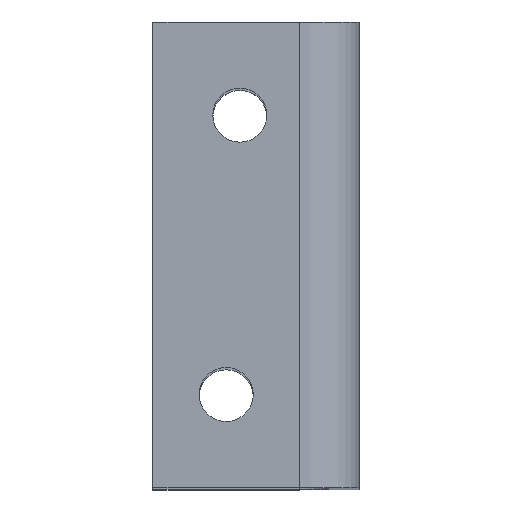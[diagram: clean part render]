
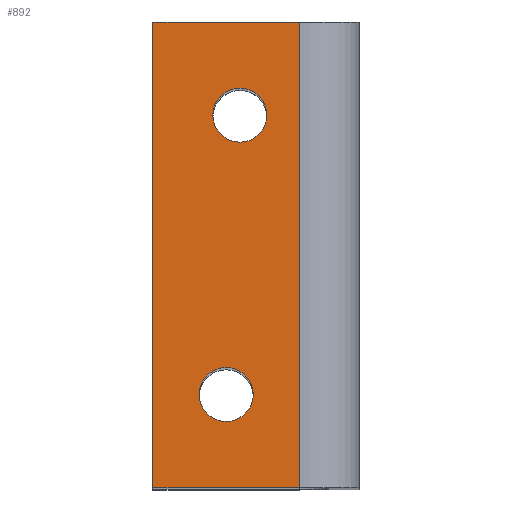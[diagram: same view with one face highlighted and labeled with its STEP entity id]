
A CAD part, top view. The second image highlights one B-rep face of the part: STEP entity #892.
In plain terms, the highlighted planar face has unit normal (0, 0, 1).
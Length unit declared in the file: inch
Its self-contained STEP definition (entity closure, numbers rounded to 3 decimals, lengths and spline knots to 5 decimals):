
#26=PLANE($,#986);
#92=LINE($,#1472,#168);
#93=LINE($,#1476,#169);
#94=LINE($,#1478,#170);
#95=LINE($,#1479,#171);
#168=VECTOR($,#1216,1.);
#169=VECTOR($,#1221,0.31462);
#170=VECTOR($,#1222,1.);
#171=VECTOR($,#1223,0.31462);
#201=FACE_BOUND($,#312,.T.);
#202=FACE_BOUND($,#313,.T.);
#252=FACE_OUTER_BOUND($,#311,.T.);
#311=EDGE_LOOP($,(#746,#747,#748,#749));
#312=EDGE_LOOP($,(#750));
#313=EDGE_LOOP($,(#751));
#335=CIRCLE($,#905,0.058);
#337=CIRCLE($,#908,0.058);
#381=VERTEX_POINT($,#1257);
#383=VERTEX_POINT($,#1262);
#457=VERTEX_POINT($,#1469);
#458=VERTEX_POINT($,#1471);
#459=VERTEX_POINT($,#1475);
#460=VERTEX_POINT($,#1477);
#467=EDGE_CURVE($,#381,#381,#335,.T.);
#469=EDGE_CURVE($,#383,#383,#337,.T.);
#569=EDGE_CURVE($,#458,#457,#92,.T.);
#571=EDGE_CURVE($,#457,#459,#93,.T.);
#572=EDGE_CURVE($,#459,#460,#94,.T.);
#573=EDGE_CURVE($,#460,#458,#95,.T.);
#746=ORIENTED_EDGE($,*,*,#569,.T.);
#747=ORIENTED_EDGE($,*,*,#571,.T.);
#748=ORIENTED_EDGE($,*,*,#572,.T.);
#749=ORIENTED_EDGE($,*,*,#573,.T.);
#750=ORIENTED_EDGE($,*,*,#467,.T.);
#751=ORIENTED_EDGE($,*,*,#469,.T.);
#892=ADVANCED_FACE($,(#252,#201,#202),#26,.T.);
#905=AXIS2_PLACEMENT_3D($,#1258,#999,#1000);
#908=AXIS2_PLACEMENT_3D($,#1263,#1005,#1006);
#986=AXIS2_PLACEMENT_3D($,#1474,#1219,#1220);
#999=DIRECTION('center_axis',(0.,0.,-1.));
#1000=DIRECTION('ref_axis',(-1.,0.,0.));
#1005=DIRECTION('center_axis',(0.,0.,-1.));
#1006=DIRECTION('ref_axis',(-1.,0.,0.));
#1216=DIRECTION($,(0.,1.,0.));
#1219=DIRECTION('center_axis',(0.,0.,1.));
#1220=DIRECTION('ref_axis',(1.,0.,0.));
#1221=DIRECTION($,(-1.,0.,0.));
#1222=DIRECTION($,(0.,-1.,0.));
#1223=DIRECTION($,(1.,0.,0.));
#1257=CARTESIAN_POINT('',(-1.00868,0.34625,0.));
#1258=CARTESIAN_POINT('Origin',(-0.95068,0.34625,0.));
#1262=CARTESIAN_POINT('',(-1.03799,-0.25375,0.));
#1263=CARTESIAN_POINT('Origin',(-0.97999,-0.25375,0.));
#1469=CARTESIAN_POINT('',(-0.82268,0.54625,0.));
#1471=CARTESIAN_POINT('',(-0.82268,-0.45375,0.));
#1472=CARTESIAN_POINT($,(-0.82268,-0.45375,0.));
#1474=CARTESIAN_POINT('Origin',(0.6537,0.04625,0.));
#1475=CARTESIAN_POINT('',(-1.1373,0.54625,0.));
#1476=CARTESIAN_POINT($,(-0.82268,0.54625,0.));
#1477=CARTESIAN_POINT('',(-1.1373,-0.45375,0.));
#1478=CARTESIAN_POINT($,(-1.1373,0.54625,0.));
#1479=CARTESIAN_POINT($,(-1.1373,-0.45375,0.));
